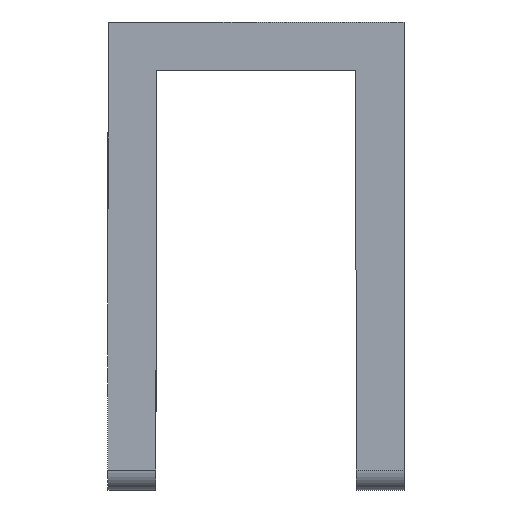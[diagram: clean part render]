
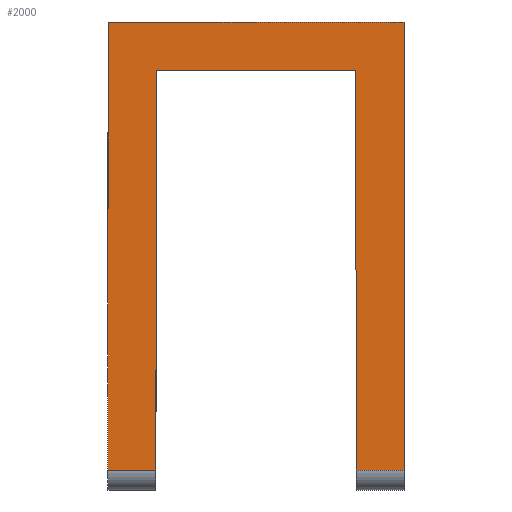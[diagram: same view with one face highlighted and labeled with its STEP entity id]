
A CAD part, front view. The second image highlights one B-rep face of the part: STEP entity #2000.
In plain terms, the highlighted planar face has unit normal (0, -1, 0).
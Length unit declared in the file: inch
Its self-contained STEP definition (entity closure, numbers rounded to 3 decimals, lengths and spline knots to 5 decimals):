
#38 = CARTESIAN_POINT ( 'NONE',  ( 0.125, 0., -0.5 ) ) ;
#46 = VERTEX_POINT ( 'NONE', #2600 ) ;
#190 = DIRECTION ( 'NONE',  ( 0., 0., 1. ) ) ;
#214 = CARTESIAN_POINT ( 'NONE',  ( 0.125, 0., 0. ) ) ;
#341 = DIRECTION ( 'NONE',  ( 0., 0., 1. ) ) ;
#351 = VERTEX_POINT ( 'NONE', #1130 ) ;
#354 = CARTESIAN_POINT ( 'NONE',  ( 0., 0., 0. ) ) ;
#380 = CARTESIAN_POINT ( 'NONE',  ( 0., 0., -0.5 ) ) ;
#419 = DIRECTION ( 'NONE',  ( 1., 0., 0. ) ) ;
#429 = EDGE_CURVE ( 'NONE', #2611, #351, #2807, .T. ) ;
#451 = CARTESIAN_POINT ( 'NONE',  ( 0., 0., -0.5 ) ) ;
#657 = VERTEX_POINT ( 'NONE', #4029 ) ;
#779 = CARTESIAN_POINT ( 'NONE',  ( -0.185, 0., -0.5 ) ) ;
#781 = EDGE_CURVE ( 'NONE', #2685, #351, #1529, .T. ) ;
#820 = VECTOR ( 'NONE', #2416, 39.37008 ) ;
#895 = AXIS2_PLACEMENT_3D ( 'NONE', #2406, #2351, #2346 ) ;
#927 = LINE ( 'NONE', #1382, #2637 ) ;
#1056 = DIRECTION ( 'NONE',  ( 1., 0., 0. ) ) ;
#1076 = ORIENTED_EDGE ( 'NONE', *, *, #429, .T. ) ;
#1120 = CARTESIAN_POINT ( 'NONE',  ( 0.185, 0., 0.06 ) ) ;
#1130 = CARTESIAN_POINT ( 'NONE',  ( 0.185, 0., -0.5 ) ) ;
#1212 = DIRECTION ( 'NONE',  ( 0., 0., -1. ) ) ;
#1227 = CARTESIAN_POINT ( 'NONE',  ( -0.125, 0., -0.525 ) ) ;
#1382 = CARTESIAN_POINT ( 'NONE',  ( -0.185, 0., 0.06 ) ) ;
#1453 = ORIENTED_EDGE ( 'NONE', *, *, #2094, .F. ) ;
#1492 = VECTOR ( 'NONE', #1056, 39.37008 ) ;
#1529 = LINE ( 'NONE', #3484, #3188 ) ;
#1600 = LINE ( 'NONE', #380, #1492 ) ;
#1693 = VECTOR ( 'NONE', #419, 39.37008 ) ;
#1779 = ORIENTED_EDGE ( 'NONE', *, *, #2170, .F. ) ;
#1962 = LINE ( 'NONE', #214, #2758 ) ;
#2000 = ADVANCED_FACE ( 'NONE', ( #4123 ), #2552, .F. ) ;
#2094 = EDGE_CURVE ( 'NONE', #3916, #46, #3136, .T. ) ;
#2170 = EDGE_CURVE ( 'NONE', #2611, #3482, #1962, .T. ) ;
#2346 = DIRECTION ( 'NONE',  ( 0., 0., 1. ) ) ;
#2351 = DIRECTION ( 'NONE',  ( 0., 1., 0. ) ) ;
#2362 = EDGE_LOOP ( 'NONE', ( #3031, #3824, #1453, #3312, #1779, #1076, #3783, #2423 ) ) ;
#2365 = CARTESIAN_POINT ( 'NONE',  ( 0.185, 0., 0.06 ) ) ;
#2406 = CARTESIAN_POINT ( 'NONE',  ( 0., 0., 0. ) ) ;
#2411 = CARTESIAN_POINT ( 'NONE',  ( -0.125, 0., 0. ) ) ;
#2416 = DIRECTION ( 'NONE',  ( -1., 0., 0. ) ) ;
#2423 = ORIENTED_EDGE ( 'NONE', *, *, #4008, .F. ) ;
#2552 = PLANE ( 'NONE',  #895 ) ;
#2600 = CARTESIAN_POINT ( 'NONE',  ( -0.125, 0., -0.5 ) ) ;
#2611 = VERTEX_POINT ( 'NONE', #38 ) ;
#2637 = VECTOR ( 'NONE', #341, 39.37008 ) ;
#2685 = VERTEX_POINT ( 'NONE', #1120 ) ;
#2758 = VECTOR ( 'NONE', #190, 39.37008 ) ;
#2807 = LINE ( 'NONE', #451, #1693 ) ;
#2857 = CARTESIAN_POINT ( 'NONE',  ( 0.125, 0., 0. ) ) ;
#2926 = VECTOR ( 'NONE', #3616, 39.37008 ) ;
#3031 = ORIENTED_EDGE ( 'NONE', *, *, #3255, .F. ) ;
#3136 = LINE ( 'NONE', #1227, #3829 ) ;
#3188 = VECTOR ( 'NONE', #3555, 39.37008 ) ;
#3255 = EDGE_CURVE ( 'NONE', #4202, #657, #927, .T. ) ;
#3263 = EDGE_CURVE ( 'NONE', #3482, #3916, #3460, .T. ) ;
#3312 = ORIENTED_EDGE ( 'NONE', *, *, #3263, .F. ) ;
#3460 = LINE ( 'NONE', #354, #820 ) ;
#3482 = VERTEX_POINT ( 'NONE', #2857 ) ;
#3484 = CARTESIAN_POINT ( 'NONE',  ( 0.185, 0., -0.525 ) ) ;
#3555 = DIRECTION ( 'NONE',  ( 0., 0., -1. ) ) ;
#3616 = DIRECTION ( 'NONE',  ( 1., 0., 0. ) ) ;
#3722 = LINE ( 'NONE', #2365, #2926 ) ;
#3783 = ORIENTED_EDGE ( 'NONE', *, *, #781, .F. ) ;
#3824 = ORIENTED_EDGE ( 'NONE', *, *, #4112, .T. ) ;
#3829 = VECTOR ( 'NONE', #1212, 39.37008 ) ;
#3916 = VERTEX_POINT ( 'NONE', #2411 ) ;
#4008 = EDGE_CURVE ( 'NONE', #657, #2685, #3722, .T. ) ;
#4029 = CARTESIAN_POINT ( 'NONE',  ( -0.185, 0., 0.06 ) ) ;
#4112 = EDGE_CURVE ( 'NONE', #4202, #46, #1600, .T. ) ;
#4123 = FACE_OUTER_BOUND ( 'NONE', #2362, .T. ) ;
#4202 = VERTEX_POINT ( 'NONE', #779 ) ;
